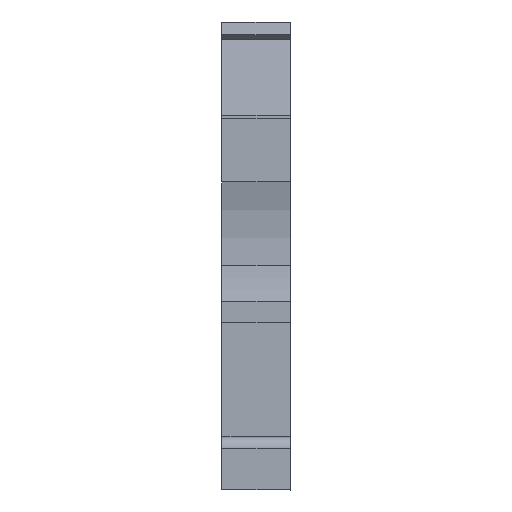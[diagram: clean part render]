
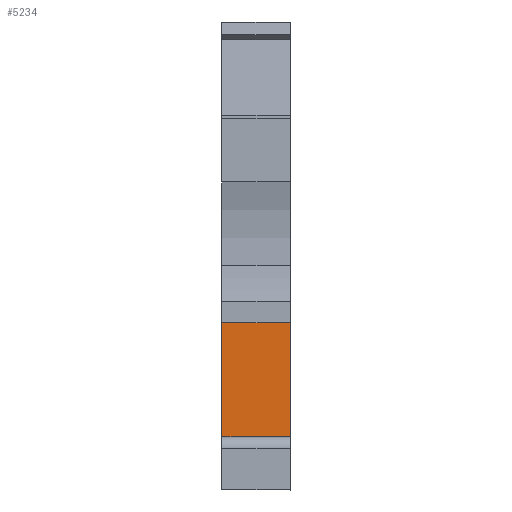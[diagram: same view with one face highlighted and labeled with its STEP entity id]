
A CAD part, front view. The second image highlights one B-rep face of the part: STEP entity #5234.
In plain terms, the highlighted face is planar.
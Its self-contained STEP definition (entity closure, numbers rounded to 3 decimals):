
#591=VERTEX_POINT('',#6862);
#592=VERTEX_POINT('',#6864);
#621=VERTEX_POINT('',#6925);
#835=VERTEX_POINT('',#7943);
#836=VERTEX_POINT('',#7945);
#1000=VERTEX_POINT('',#8865);
#1073=VECTOR('',#5699,1.);
#1096=VECTOR('',#5738,1.);
#1385=VECTOR('',#6255,1.);
#1590=VECTOR('',#6662,1.);
#1591=VECTOR('',#6664,1.);
#1592=VECTOR('',#6665,1.);
#1681=LINE('',#6863,#1073);
#1704=LINE('',#6924,#1096);
#1993=LINE('',#7944,#1385);
#2198=LINE('',#8862,#1590);
#2199=LINE('',#8864,#1591);
#2200=LINE('',#8866,#1592);
#2301=EDGE_CURVE('',#592,#591,#1681,.T.);
#2331=EDGE_CURVE('',#592,#621,#1704,.T.);
#2678=EDGE_CURVE('',#836,#835,#1993,.T.);
#2943=EDGE_CURVE('',#621,#835,#2198,.T.);
#2944=EDGE_CURVE('',#1000,#591,#2199,.T.);
#2945=EDGE_CURVE('',#836,#1000,#2200,.T.);
#4272=ORIENTED_EDGE('',*,*,#2301,.T.);
#4273=ORIENTED_EDGE('',*,*,#2944,.F.);
#4274=ORIENTED_EDGE('',*,*,#2945,.F.);
#4275=ORIENTED_EDGE('',*,*,#2678,.T.);
#4276=ORIENTED_EDGE('',*,*,#2943,.F.);
#4277=ORIENTED_EDGE('',*,*,#2331,.F.);
#4709=EDGE_LOOP('',(#4272,#4273,#4274,#4275,#4276,#4277));
#4974=FACE_BOUND('',#4709,.T.);
#5234=ADVANCED_FACE('',(#4974),#9120,.F.);
#5595=AXIS2_PLACEMENT_3D('',#8863,#6663,$);
#5699=DIRECTION('',(-0.122,0.993,0.));
#5738=DIRECTION('',(0.,0.,-1.));
#6255=DIRECTION('',(0.,0.,1.));
#6662=DIRECTION('',(-0.122,0.993,0.));
#6663=DIRECTION('',(0.993,0.122,0.));
#6664=DIRECTION('',(0.,0.,1.));
#6665=DIRECTION('',(-0.122,0.993,0.));
#6862=CARTESIAN_POINT('',(1.834,7.209,0.));
#6863=CARTESIAN_POINT('',(0.613,17.15,0.));
#6864=CARTESIAN_POINT('',(3.187,-3.808,0.));
#6924=CARTESIAN_POINT('',(3.187,-3.808,-2.575));
#6925=CARTESIAN_POINT('',(3.187,-3.808,-4.15));
#7943=CARTESIAN_POINT('',(2.882,-1.326,-4.15));
#7944=CARTESIAN_POINT('',(2.882,-1.326,-5.15));
#7945=CARTESIAN_POINT('',(2.882,-1.326,-5.15));
#8862=CARTESIAN_POINT('',(2.206,4.182,-4.15));
#8863=CARTESIAN_POINT('',(1.834,7.209,-5.15));
#8864=CARTESIAN_POINT('',(1.834,7.209,-5.15));
#8865=CARTESIAN_POINT('',(1.834,7.209,-5.15));
#8866=CARTESIAN_POINT('',(2.206,4.182,-5.15));
#9120=PLANE('',#5595);
